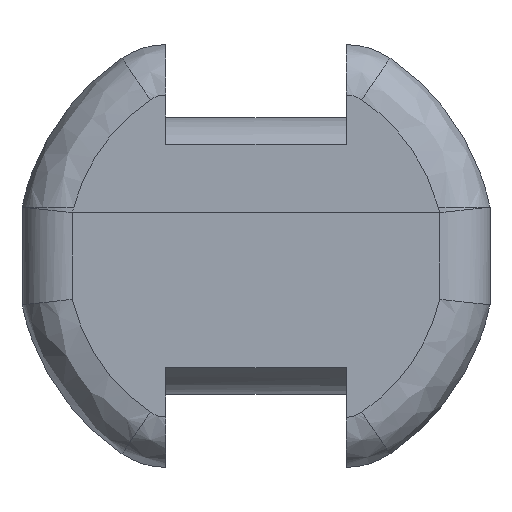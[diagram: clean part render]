
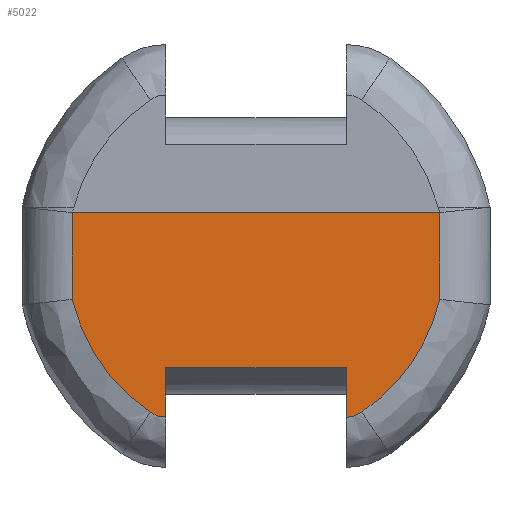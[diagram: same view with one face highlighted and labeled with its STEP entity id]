
A CAD part, front view. The second image highlights one B-rep face of the part: STEP entity #5022.
In plain terms, the highlighted planar face has unit normal (0, -1, 0).
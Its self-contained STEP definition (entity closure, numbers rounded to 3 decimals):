
#3761=CARTESIAN_POINT('',(-3.65,-79.25,-0.86));
#3762=VERTEX_POINT('',#3761);
#3773=CARTESIAN_POINT('',(-3.65,-79.25,0.861));
#3774=VERTEX_POINT('',#3773);
#3775=CARTESIAN_POINT('',(-3.65,-79.25,-0.86));
#3776=DIRECTION('',(0.0,0.0,1.0));
#3777=VECTOR('',#3776,1.721);
#3778=LINE('',#3775,#3777);
#3779=EDGE_CURVE('',#3762,#3774,#3778,.T.);
#3837=CARTESIAN_POINT('',(-2.102,-79.25,-3.105));
#3838=VERTEX_POINT('',#3837);
#3846=CARTESIAN_POINT('',(0.,-79.25,0.));
#3847=DIRECTION('',(0.,1.0,0.));
#3848=DIRECTION('',(-0.561,0.,-0.828));
#3849=AXIS2_PLACEMENT_3D('',#3846,#3847,#3848);
#3850=CIRCLE('',#3849,3.75);
#3851=EDGE_CURVE('',#3838,#3762,#3850,.T.);
#3897=CARTESIAN_POINT('',(-1.794,-79.25,-3.2));
#3898=VERTEX_POINT('',#3897);
#3906=CARTESIAN_POINT('',(-1.794,-79.25,-2.65));
#3907=DIRECTION('',(0.0,1.,0.0));
#3908=DIRECTION('',(0.,0.0,-1.));
#3909=AXIS2_PLACEMENT_3D('',#3906,#3907,#3908);
#3910=CIRCLE('',#3909,0.55);
#3911=EDGE_CURVE('',#3898,#3838,#3910,.T.);
#4845=CARTESIAN_POINT('',(-1.794,-79.25,-2.224));
#4846=VERTEX_POINT('',#4845);
#4863=CARTESIAN_POINT('',(-1.794,-79.25,-3.2));
#4864=DIRECTION('',(0.0,0.0,1.0));
#4865=VECTOR('',#4864,0.975);
#4866=LINE('',#4863,#4865);
#4867=EDGE_CURVE('',#3898,#4846,#4866,.T.);
#4950=CARTESIAN_POINT('',(-0.001,-79.25,-1.176));
#4951=DIRECTION('',(0.0,-1.0,0.0));
#4952=DIRECTION('',(0.0,0.0,-1.0));
#4953=AXIS2_PLACEMENT_3D('',#4950,#4951,#4952);
#4954=PLANE('',#4953);
#4955=CARTESIAN_POINT('',(3.65,-79.25,-0.858));
#4956=VERTEX_POINT('',#4955);
#4957=CARTESIAN_POINT('',(3.65,-79.25,0.861));
#4958=VERTEX_POINT('',#4957);
#4959=CARTESIAN_POINT('',(3.65,-79.25,-0.858));
#4960=DIRECTION('',(0.0,0.0,1.0));
#4961=VECTOR('',#4960,1.719);
#4962=LINE('',#4959,#4961);
#4963=EDGE_CURVE('',#4956,#4958,#4962,.T.);
#4964=ORIENTED_EDGE('',*,*,#4963,.T.);
#4965=CARTESIAN_POINT('',(3.65,-79.25,0.861));
#4966=DIRECTION('',(-1.0,0.0,0.0));
#4967=VECTOR('',#4966,7.3);
#4968=LINE('',#4965,#4967);
#4969=EDGE_CURVE('',#4958,#3774,#4968,.T.);
#4970=ORIENTED_EDGE('',*,*,#4969,.T.);
#4971=ORIENTED_EDGE('',*,*,#3779,.F.);
#4972=ORIENTED_EDGE('',*,*,#3851,.F.);
#4973=ORIENTED_EDGE('',*,*,#3911,.F.);
#4974=ORIENTED_EDGE('',*,*,#4867,.T.);
#4975=CARTESIAN_POINT('',(1.794,-79.25,-2.224));
#4976=VERTEX_POINT('',#4975);
#4977=CARTESIAN_POINT('',(-1.794,-79.25,-2.224));
#4978=DIRECTION('',(1.0,0.0,0.0));
#4979=VECTOR('',#4978,3.587);
#4980=LINE('',#4977,#4979);
#4981=EDGE_CURVE('',#4846,#4976,#4980,.T.);
#4982=ORIENTED_EDGE('',*,*,#4981,.T.);
#4983=CARTESIAN_POINT('',(1.794,-79.25,-3.2));
#4984=VERTEX_POINT('',#4983);
#4985=CARTESIAN_POINT('',(1.794,-79.25,-2.224));
#4986=DIRECTION('',(0.0,0.0,-1.0));
#4987=VECTOR('',#4986,0.975);
#4988=LINE('',#4985,#4987);
#4989=EDGE_CURVE('',#4976,#4984,#4988,.T.);
#4990=ORIENTED_EDGE('',*,*,#4989,.T.);
#4991=CARTESIAN_POINT('',(2.1,-79.25,-3.101));
#4992=VERTEX_POINT('',#4991);
#4993=CARTESIAN_POINT('',(1.794,-79.25,-3.2));
#4994=CARTESIAN_POINT('',(1.826,-79.25,-3.203));
#4995=CARTESIAN_POINT('',(1.892,-79.25,-3.2));
#4996=CARTESIAN_POINT('',(1.985,-79.25,-3.169));
#4997=CARTESIAN_POINT('',(2.052,-79.25,-3.131));
#4998=CARTESIAN_POINT('',(2.09,-79.25,-3.108));
#4999=CARTESIAN_POINT('',(2.1,-79.25,-3.101));
#5000=B_SPLINE_CURVE_WITH_KNOTS('',3,(#4993,#4994,#4995,#4996,#4997,#4998,#4999),.UNSPECIFIED.,.F.,.U.,(4,1,1,1,4),(0.0,0.031,0.063,0.094,0.105),.UNSPECIFIED.);
#5001=EDGE_CURVE('',#4984,#4992,#5000,.T.);
#5002=ORIENTED_EDGE('',*,*,#5001,.T.);
#5003=CARTESIAN_POINT('',(2.1,-79.25,-3.101));
#5004=CARTESIAN_POINT('',(2.117,-79.25,-3.09));
#5005=CARTESIAN_POINT('',(2.162,-79.25,-3.061));
#5006=CARTESIAN_POINT('',(2.232,-79.25,-3.013));
#5007=CARTESIAN_POINT('',(2.311,-79.25,-2.955));
#5008=CARTESIAN_POINT('',(2.387,-79.25,-2.895));
#5009=CARTESIAN_POINT('',(2.537,-79.25,-2.769));
#5010=CARTESIAN_POINT('',(2.747,-79.25,-2.564));
#5011=CARTESIAN_POINT('',(2.996,-79.25,-2.264));
#5012=CARTESIAN_POINT('',(3.216,-79.25,-1.941));
#5013=CARTESIAN_POINT('',(3.401,-79.25,-1.597));
#5014=CARTESIAN_POINT('',(3.549,-79.25,-1.235));
#5015=CARTESIAN_POINT('',(3.621,-79.25,-0.985));
#5016=CARTESIAN_POINT('',(3.65,-79.25,-0.858));
#5017=B_SPLINE_CURVE_WITH_KNOTS('',3,(#5003,#5004,#5005,#5006,#5007,#5008,#5009,#5010,#5011,#5012,#5013,#5014,#5015,#5016),.UNSPECIFIED.,.F.,.U.,(4,1,1,1,1,1,1,1,1,1,1,4),(0.105,0.125,0.156,0.188,0.219,0.25,0.375,0.5,0.625,0.75,0.875,1.0),.UNSPECIFIED.);
#5018=EDGE_CURVE('',#4992,#4956,#5017,.T.);
#5019=ORIENTED_EDGE('',*,*,#5018,.T.);
#5020=EDGE_LOOP('',(#4964,#4970,#4971,#4972,#4973,#4974,#4982,#4990,#5002,#5019));
#5021=FACE_OUTER_BOUND('',#5020,.T.);
#5022=ADVANCED_FACE('',(#5021),#4954,.T.);
